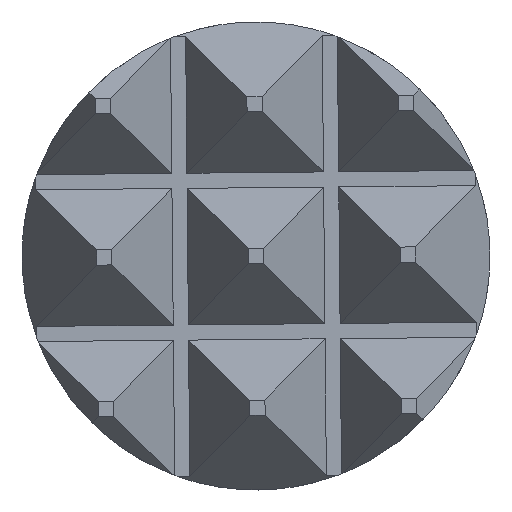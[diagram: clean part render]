
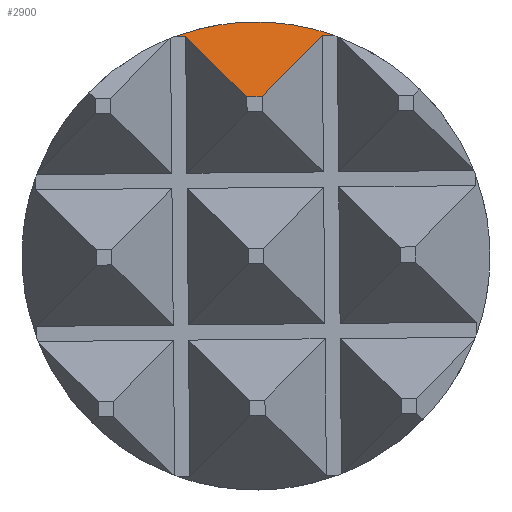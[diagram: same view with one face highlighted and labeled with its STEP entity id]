
A CAD part, left-side view. The second image highlights one B-rep face of the part: STEP entity #2900.
In plain terms, the highlighted planar face has unit normal (-0.5, 0.008, 0.866).
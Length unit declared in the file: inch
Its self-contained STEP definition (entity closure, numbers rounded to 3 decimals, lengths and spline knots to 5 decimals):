
#46 = LINE ( 'NONE', #1691, #1557 ) ;
#154 = VERTEX_POINT ( 'NONE', #175 ) ;
#175 = CARTESIAN_POINT ( 'NONE',  ( -0.44614, 0.0108, 0.0289 ) ) ;
#255 = EDGE_CURVE ( 'NONE', #2276, #2535, #1674, .T. ) ;
#449 = ORIENTED_EDGE ( 'NONE', *, *, #2300, .T. ) ;
#456 = VERTEX_POINT ( 'NONE', #2676 ) ;
#480 = VECTOR ( 'NONE', #2650, 39.37008 ) ;
#606 = CARTESIAN_POINT ( 'NONE',  ( -0.46, -0.0008, 0.02101 ) ) ;
#648 = CARTESIAN_POINT ( 'NONE',  ( -0.14416, -0.1814, 0.20509 ) ) ;
#663 = DIRECTION ( 'NONE',  ( 0., 1., -0.01 ) ) ;
#679 = CARTESIAN_POINT ( 'NONE',  ( -0.44614, -0.00872, 0.02908 ) ) ;
#687 = ORIENTED_EDGE ( 'NONE', *, *, #1938, .F. ) ;
#835 = VERTEX_POINT ( 'NONE', #1385 ) ;
#894 = CARTESIAN_POINT ( 'NONE',  ( -0.44402, 0.00743, 0.03016 ) ) ;
#938 = EDGE_CURVE ( 'NONE', #456, #835, #2970, .T. ) ;
#1018 = AXIS2_PLACEMENT_3D ( 'NONE', #2067, #2061, #2053 ) ;
#1089 = CARTESIAN_POINT ( 'NONE',  ( -0.44614, -0.00872, 0.02908 ) ) ;
#1185 =( BOUNDED_CURVE ( )  B_SPLINE_CURVE ( 3, ( #2214, #894, #1757, #2043 ),
 .UNSPECIFIED., .F., .F. ) 
 B_SPLINE_CURVE_WITH_KNOTS ( ( 4, 4 ),
 ( 5.93511, 6.28319 ),
 .UNSPECIFIED. ) 
 CURVE ( )  GEOMETRIC_REPRESENTATION_ITEM ( )  RATIONAL_B_SPLINE_CURVE ( ( 1., 0.99, 0.99, 1. ) ) 
 REPRESENTATION_ITEM ( '' )  );
#1318 = LINE ( 'NONE', #2363, #2783 ) ;
#1372 = CARTESIAN_POINT ( 'NONE',  ( -0.44614, -0.01025, 0.0291 ) ) ;
#1374 = FACE_OUTER_BOUND ( 'NONE', #3050, .T. ) ;
#1385 = CARTESIAN_POINT ( 'NONE',  ( -0.44614, 0.00928, 0.02891 ) ) ;
#1499 = EDGE_CURVE ( 'NONE', #1768, #2276, #3214, .T. ) ;
#1557 = VECTOR ( 'NONE', #1744, 39.37008 ) ;
#1588 = VECTOR ( 'NONE', #663, 39.37008 ) ;
#1611 = CARTESIAN_POINT ( 'NONE',  ( -0.44294, 0.00029, 0.03085 ) ) ;
#1674 = LINE ( 'NONE', #679, #1588 ) ;
#1691 = CARTESIAN_POINT ( 'NONE',  ( -0.46, 0.92258, 0.01219 ) ) ;
#1744 = DIRECTION ( 'NONE',  ( 0., -1., 0.01 ) ) ;
#1757 = CARTESIAN_POINT ( 'NONE',  ( -0.44294, 0.00389, 0.03081 ) ) ;
#1768 = VERTEX_POINT ( 'NONE', #2020 ) ;
#1802 = DIRECTION ( 'NONE',  ( 0., 1., -0.01 ) ) ;
#1818 = ORIENTED_EDGE ( 'NONE', *, *, #1499, .F. ) ;
#1938 = EDGE_CURVE ( 'NONE', #835, #154, #1318, .T. ) ;
#1985 = EDGE_CURVE ( 'NONE', #2535, #2749, #2023, .T. ) ;
#1998 = ORIENTED_EDGE ( 'NONE', *, *, #938, .F. ) ;
#2020 = CARTESIAN_POINT ( 'NONE',  ( -0.44294, 0.00029, 0.03085 ) ) ;
#2023 = LINE ( 'NONE', #648, #480 ) ;
#2043 = CARTESIAN_POINT ( 'NONE',  ( -0.44294, 0.00029, 0.03085 ) ) ;
#2053 = DIRECTION ( 'NONE',  ( 0.866, 0.005, 0.5 ) ) ;
#2061 = DIRECTION ( 'NONE',  ( 0.5, -0.008, -0.866 ) ) ;
#2067 = CARTESIAN_POINT ( 'NONE',  ( -0.46, 0.92258, 0.01219 ) ) ;
#2141 = CARTESIAN_POINT ( 'NONE',  ( -0.14416, 0.18528, 0.20159 ) ) ;
#2199 = CARTESIAN_POINT ( 'NONE',  ( -0.44294, -0.0033, 0.03088 ) ) ;
#2214 = CARTESIAN_POINT ( 'NONE',  ( -0.44614, 0.0108, 0.0289 ) ) ;
#2228 = DIRECTION ( 'NONE',  ( 0.775, 0.451, 0.443 ) ) ;
#2276 = VERTEX_POINT ( 'NONE', #1372 ) ;
#2300 = EDGE_CURVE ( 'NONE', #456, #2749, #46, .T. ) ;
#2363 = CARTESIAN_POINT ( 'NONE',  ( -0.44614, 0.00928, 0.02891 ) ) ;
#2497 = EDGE_CURVE ( 'NONE', #154, #1768, #1185, .T. ) ;
#2535 = VERTEX_POINT ( 'NONE', #1089 ) ;
#2580 = ORIENTED_EDGE ( 'NONE', *, *, #1985, .F. ) ;
#2650 = DIRECTION ( 'NONE',  ( -0.775, 0.443, -0.451 ) ) ;
#2676 = CARTESIAN_POINT ( 'NONE',  ( -0.46, 0.0012, 0.02099 ) ) ;
#2749 = VERTEX_POINT ( 'NONE', #606 ) ;
#2783 = VECTOR ( 'NONE', #1802, 39.37008 ) ;
#2900 = ADVANCED_FACE ( 'NONE', ( #1374 ), #3639, .F. ) ;
#2937 = VECTOR ( 'NONE', #2228, 39.37008 ) ;
#2970 = LINE ( 'NONE', #2141, #2937 ) ;
#2975 = ORIENTED_EDGE ( 'NONE', *, *, #255, .F. ) ;
#3050 = EDGE_LOOP ( 'NONE', ( #2580, #2975, #1818, #3064, #687, #1998, #449 ) ) ;
#3064 = ORIENTED_EDGE ( 'NONE', *, *, #2497, .F. ) ;
#3214 =( BOUNDED_CURVE ( )  B_SPLINE_CURVE ( 3, ( #1611, #2199, #3627, #3363 ),
 .UNSPECIFIED., .F., .T. ) 
 B_SPLINE_CURVE_WITH_KNOTS ( ( 4, 4 ),
 ( 0., 0.34807 ),
 .UNSPECIFIED. ) 
 CURVE ( )  GEOMETRIC_REPRESENTATION_ITEM ( )  RATIONAL_B_SPLINE_CURVE ( ( 1., 0.99, 0.99, 1. ) ) 
 REPRESENTATION_ITEM ( '' )  );
#3363 = CARTESIAN_POINT ( 'NONE',  ( -0.44614, -0.01025, 0.0291 ) ) ;
#3627 = CARTESIAN_POINT ( 'NONE',  ( -0.44402, -0.00685, 0.03029 ) ) ;
#3639 = PLANE ( 'NONE',  #1018 ) ;
